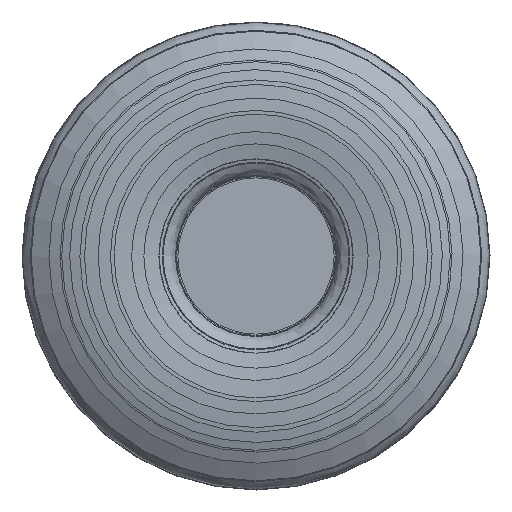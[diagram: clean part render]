
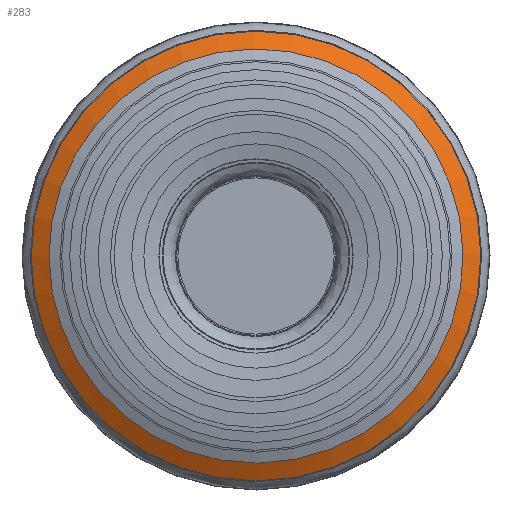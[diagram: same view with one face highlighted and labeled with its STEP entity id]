
A CAD part, left-side view. The second image highlights one B-rep face of the part: STEP entity #283.
In plain terms, the highlighted face is a revolution surface.
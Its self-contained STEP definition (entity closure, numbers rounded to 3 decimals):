
#121=SURFACE_OF_REVOLUTION('',#237,#155);
#155=AXIS1_PLACEMENT('',#1285,#976);
#237=B_SPLINE_CURVE_WITH_KNOTS('',3,(#1278,#1279,#1280,#1281,#1282,#1283,
#1284),.UNSPECIFIED.,.F.,.F.,(4,3,4),(0.,0.501,1.),
 .UNSPECIFIED.);
#283=ADVANCED_FACE('',(#366,#367),#121,.F.);
#366=FACE_BOUND('',#465,.T.);
#367=FACE_BOUND('',#466,.T.);
#465=EDGE_LOOP('',(#583));
#466=EDGE_LOOP('',(#584));
#583=ORIENTED_EDGE('',*,*,#717,.T.);
#584=ORIENTED_EDGE('',*,*,#718,.F.);
#658=VERTEX_POINT('',#1270);
#659=VERTEX_POINT('',#1277);
#717=EDGE_CURVE('',#658,#658,#764,.T.);
#718=EDGE_CURVE('',#659,#659,#765,.T.);
#764=CIRCLE('',#830,8.441);
#765=CIRCLE('',#831,9.167);
#830=AXIS2_PLACEMENT_3D('',#1269,#971,#972);
#831=AXIS2_PLACEMENT_3D('',#1276,#974,#975);
#971=DIRECTION('',(1.,0.,0.));
#972=DIRECTION('',(0.,0.,-1.));
#974=DIRECTION('',(1.,0.,0.));
#975=DIRECTION('',(0.,0.,-1.));
#976=DIRECTION('',(1.,0.,0.));
#1269=CARTESIAN_POINT('',(0.578,0.,0.));
#1270=CARTESIAN_POINT('',(0.578,0.,-8.441));
#1276=CARTESIAN_POINT('',(0.997,0.,0.));
#1277=CARTESIAN_POINT('',(0.997,0.,-9.167));
#1278=CARTESIAN_POINT('',(0.997,-8.841,2.424));
#1279=CARTESIAN_POINT('',(0.919,-8.719,2.422));
#1280=CARTESIAN_POINT('',(0.845,-8.596,2.421));
#1281=CARTESIAN_POINT('',(0.775,-8.47,2.42));
#1282=CARTESIAN_POINT('',(0.705,-8.344,2.419));
#1283=CARTESIAN_POINT('',(0.639,-8.217,2.419));
#1284=CARTESIAN_POINT('',(0.578,-8.087,2.42));
#1285=CARTESIAN_POINT('',(0.,0.,0.));
